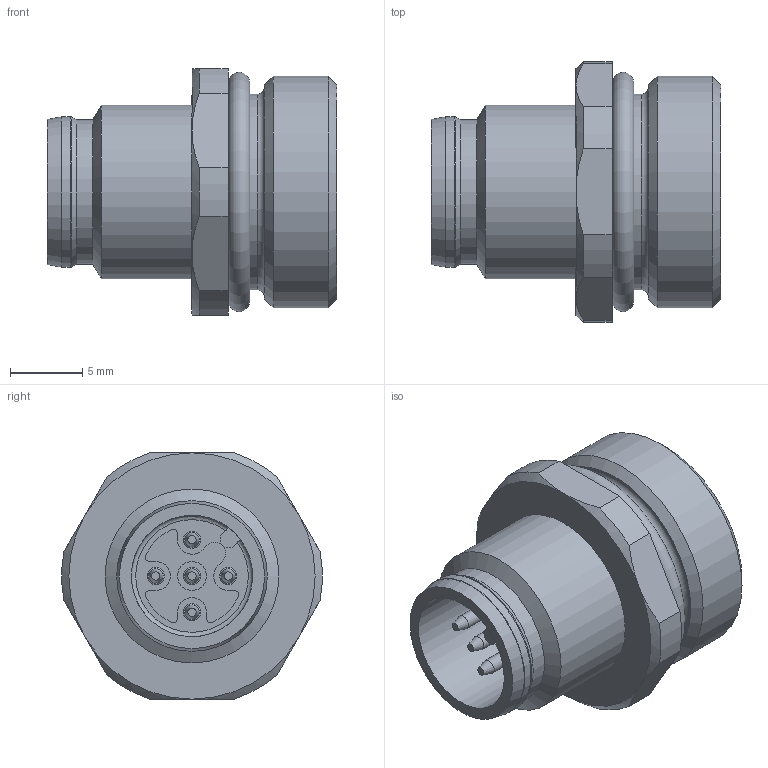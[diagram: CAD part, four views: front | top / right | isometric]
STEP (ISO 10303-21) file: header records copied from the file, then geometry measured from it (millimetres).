
FILE_DESCRIPTION(/* description */ (''),/* implementation_level */ '2;1');
FILE_NAME(/* name */ 'EC-FS5-L_16_stp.stp',/* time_stamp */ '2016-03-09T09:29:33+01:00',/* author */ (''),/* organization */ (''),/* preprocessor_version */ 'ST-DEVELOPER v16',/* originating_system */ 'SIEMENS PLM Software NX 10.0',/* authorisation */ '');
FILE_SCHEMA (('AUTOMOTIVE_DESIGN { 1 0 10303 214 3 1 1 1 }'));
Length unit declared in the file: millimetre
Products named in the file (1): Teil1 Duplicate1
Bounding box: 20 x 17.96 x 17 mm (x, y, z)
Volume: 2142.1 mm3; surface area: 2173.3 mm2
Topology: 1 solids, 1 shells, 141 faces, 335 edges, 215 vertices
Faces by surface type: cylinder 54, plane 51, cone 27, torus 9
Full cylindrical faces by diameter (mm): 0.8 x5, 1 x10, 1.3 x5, 1.8 x5, 2 x1, 8.375 x1, 9.95 x1, 10.4 x1, 12 x1, 12.5 x1, 13.5 x1, 16 x1
Entity records: 4241 total; most frequent: CARTESIAN_POINT 1260, DIRECTION 638, ORIENTED_EDGE 502, AXIS2_PLACEMENT_3D 269, EDGE_CURVE 251, EDGE_LOOP 232, VERTEX_POINT 198, FACE_BOUND 175
